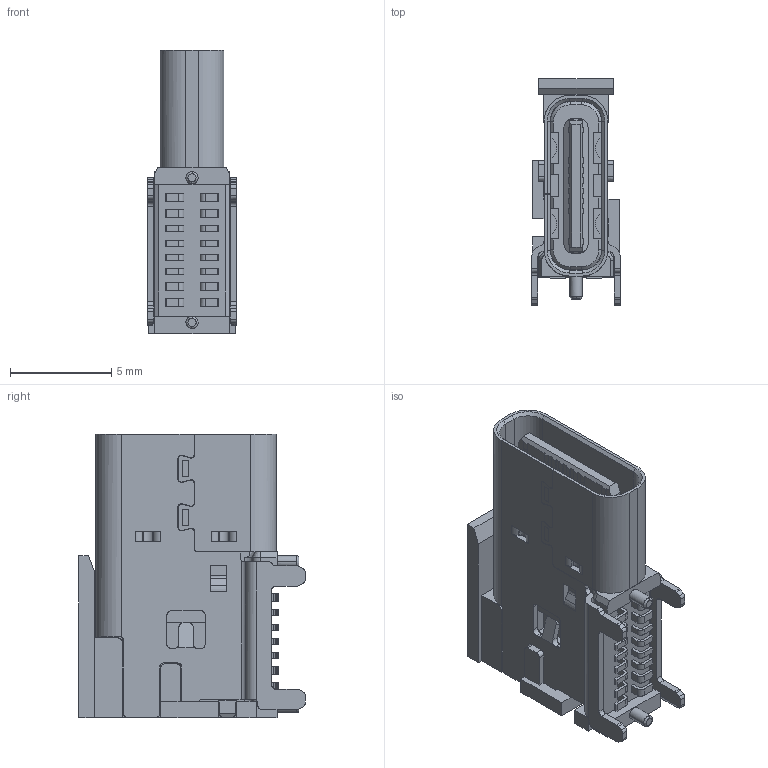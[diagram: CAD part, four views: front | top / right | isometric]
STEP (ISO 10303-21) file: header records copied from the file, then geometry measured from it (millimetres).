
FILE_DESCRIPTION(('STEP AP242'),'1');
FILE_NAME('usb4210-gf-a.stp','2024-04-22T11:04:04',('TraceParts'),('TraceParts S.A.'),'Spatial InterOp 3D',' ',' ');
FILE_SCHEMA(('AP242_MANAGED_MODEL_BASED_3D_ENGINEERING_MIM_LF {1 0 10303 442 1 1 4}'));
Length unit declared in the file: millimetre
Products named in the file (1): usb4210-gf-a_1
Bounding box: 4.36 x 11.21 x 14 mm (x, y, z)
Volume: 322.1 mm3; surface area: 1017.4 mm2
Topology: 2 solids, 2 shells, 844 faces, 2406 edges, 1582 vertices
Faces by surface type: plane 632, cylinder 189, cone 18, bspline 5
Entity records: 30473 total; most frequent: CARTESIAN_POINT 7191, ORIENTED_EDGE 4812, DIRECTION 3743, EDGE_CURVE 2406, LINE 1873, VECTOR 1873, VERTEX_POINT 1582, AXIS2_PLACEMENT_3D 935
